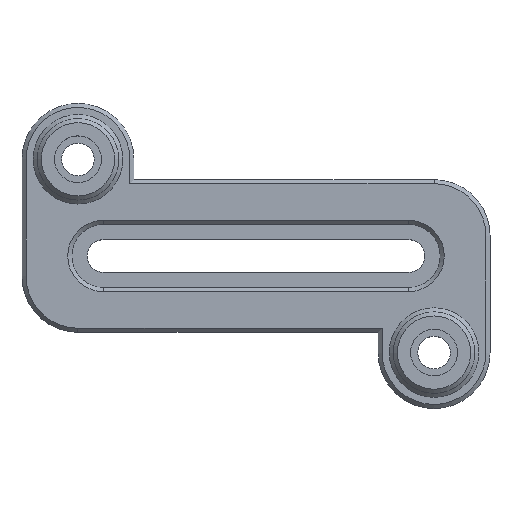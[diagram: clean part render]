
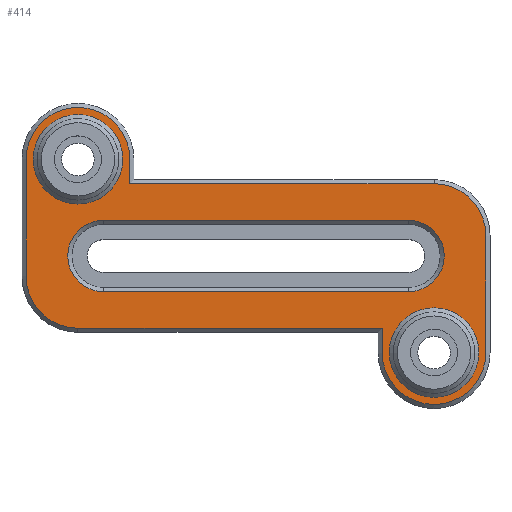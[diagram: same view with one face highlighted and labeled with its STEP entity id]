
A CAD part, top view. The second image highlights one B-rep face of the part: STEP entity #414.
In plain terms, the highlighted planar face has unit normal (0, 0, 1).
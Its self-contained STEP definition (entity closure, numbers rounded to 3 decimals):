
#126 = VERTEX_POINT('',#127);
#127 = CARTESIAN_POINT('',(5.1,19.,4.));
#133 = EDGE_CURVE('',#126,#134,#136,.T.);
#134 = VERTEX_POINT('',#135);
#135 = CARTESIAN_POINT('',(5.1,16.6,4.));
#136 = LINE('',#137,#138);
#137 = CARTESIAN_POINT('',(5.1,19.,4.));
#138 = VECTOR('',#139,1.);
#139 = DIRECTION('',(0.,-1.,0.));
#213 = VERTEX_POINT('',#214);
#214 = CARTESIAN_POINT('',(-5.1,19.,4.));
#220 = EDGE_CURVE('',#213,#126,#221,.T.);
#221 = CIRCLE('',#222,5.1);
#222 = AXIS2_PLACEMENT_3D('',#223,#224,#225);
#223 = CARTESIAN_POINT('',(0.,19.,4.));
#224 = DIRECTION('',(0.,0.,-1.));
#225 = DIRECTION('',(-1.,0.,0.));
#414 = ADVANCED_FACE('',(#415,#426,#437,#506),#542,.T.);
#415 = FACE_BOUND('',#416,.T.);
#416 = EDGE_LOOP('',(#417));
#417 = ORIENTED_EDGE('',*,*,#418,.F.);
#418 = EDGE_CURVE('',#419,#419,#421,.T.);
#419 = VERTEX_POINT('',#420);
#420 = CARTESIAN_POINT('',(4.4,19.,4.));
#421 = CIRCLE('',#422,4.4);
#422 = AXIS2_PLACEMENT_3D('',#423,#424,#425);
#423 = CARTESIAN_POINT('',(0.,19.,4.));
#424 = DIRECTION('',(0.,0.,1.));
#425 = DIRECTION('',(1.,0.,0.));
#426 = FACE_BOUND('',#427,.T.);
#427 = EDGE_LOOP('',(#428));
#428 = ORIENTED_EDGE('',*,*,#429,.F.);
#429 = EDGE_CURVE('',#430,#430,#432,.T.);
#430 = VERTEX_POINT('',#431);
#431 = CARTESIAN_POINT('',(39.4,0.,4.));
#432 = CIRCLE('',#433,4.4);
#433 = AXIS2_PLACEMENT_3D('',#434,#435,#436);
#434 = CARTESIAN_POINT('',(35.,0.,4.));
#435 = DIRECTION('',(0.,0.,1.));
#436 = DIRECTION('',(1.,0.,0.));
#437 = FACE_BOUND('',#438,.T.);
#438 = EDGE_LOOP('',(#439,#449,#457,#466,#474,#483,#489,#490,#491,#499)
  );
#439 = ORIENTED_EDGE('',*,*,#440,.F.);
#440 = EDGE_CURVE('',#441,#443,#445,.T.);
#441 = VERTEX_POINT('',#442);
#442 = CARTESIAN_POINT('',(29.9,2.4,4.));
#443 = VERTEX_POINT('',#444);
#444 = CARTESIAN_POINT('',(0.,2.4,4.));
#445 = LINE('',#446,#447);
#446 = CARTESIAN_POINT('',(29.5,2.4,4.));
#447 = VECTOR('',#448,1.);
#448 = DIRECTION('',(-1.,0.,0.));
#449 = ORIENTED_EDGE('',*,*,#450,.F.);
#450 = EDGE_CURVE('',#451,#441,#453,.T.);
#451 = VERTEX_POINT('',#452);
#452 = CARTESIAN_POINT('',(29.9,0.,4.));
#453 = LINE('',#454,#455);
#454 = CARTESIAN_POINT('',(29.9,0.,4.));
#455 = VECTOR('',#456,1.);
#456 = DIRECTION('',(0.,1.,0.));
#457 = ORIENTED_EDGE('',*,*,#458,.F.);
#458 = EDGE_CURVE('',#459,#451,#461,.T.);
#459 = VERTEX_POINT('',#460);
#460 = CARTESIAN_POINT('',(40.1,0.,4.));
#461 = CIRCLE('',#462,5.1);
#462 = AXIS2_PLACEMENT_3D('',#463,#464,#465);
#463 = CARTESIAN_POINT('',(35.,0.,4.));
#464 = DIRECTION('',(0.,-0.,-1.));
#465 = DIRECTION('',(1.,0.,0.));
#466 = ORIENTED_EDGE('',*,*,#467,.F.);
#467 = EDGE_CURVE('',#468,#459,#470,.T.);
#468 = VERTEX_POINT('',#469);
#469 = CARTESIAN_POINT('',(40.1,11.5,4.));
#470 = LINE('',#471,#472);
#471 = CARTESIAN_POINT('',(40.1,11.5,4.));
#472 = VECTOR('',#473,1.);
#473 = DIRECTION('',(0.,-1.,0.));
#474 = ORIENTED_EDGE('',*,*,#475,.F.);
#475 = EDGE_CURVE('',#476,#468,#478,.T.);
#476 = VERTEX_POINT('',#477);
#477 = CARTESIAN_POINT('',(35.,16.6,4.));
#478 = CIRCLE('',#479,5.1);
#479 = AXIS2_PLACEMENT_3D('',#480,#481,#482);
#480 = CARTESIAN_POINT('',(35.,11.5,4.));
#481 = DIRECTION('',(0.,0.,-1.));
#482 = DIRECTION('',(0.,1.,0.));
#483 = ORIENTED_EDGE('',*,*,#484,.F.);
#484 = EDGE_CURVE('',#134,#476,#485,.T.);
#485 = LINE('',#486,#487);
#486 = CARTESIAN_POINT('',(5.5,16.6,4.));
#487 = VECTOR('',#488,1.);
#488 = DIRECTION('',(1.,0.,0.));
#489 = ORIENTED_EDGE('',*,*,#133,.F.);
#490 = ORIENTED_EDGE('',*,*,#220,.F.);
#491 = ORIENTED_EDGE('',*,*,#492,.F.);
#492 = EDGE_CURVE('',#493,#213,#495,.T.);
#493 = VERTEX_POINT('',#494);
#494 = CARTESIAN_POINT('',(-5.1,7.5,4.));
#495 = LINE('',#496,#497);
#496 = CARTESIAN_POINT('',(-5.1,7.5,4.));
#497 = VECTOR('',#498,1.);
#498 = DIRECTION('',(0.,1.,0.));
#499 = ORIENTED_EDGE('',*,*,#500,.F.);
#500 = EDGE_CURVE('',#443,#493,#501,.T.);
#501 = CIRCLE('',#502,5.1);
#502 = AXIS2_PLACEMENT_3D('',#503,#504,#505);
#503 = CARTESIAN_POINT('',(0.,7.5,4.));
#504 = DIRECTION('',(-0.,0.,-1.));
#505 = DIRECTION('',(0.,-1.,0.));
#506 = FACE_BOUND('',#507,.T.);
#507 = EDGE_LOOP('',(#508,#518,#527,#535));
#508 = ORIENTED_EDGE('',*,*,#509,.T.);
#509 = EDGE_CURVE('',#510,#512,#514,.T.);
#510 = VERTEX_POINT('',#511);
#511 = CARTESIAN_POINT('',(2.5,13.,4.));
#512 = VERTEX_POINT('',#513);
#513 = CARTESIAN_POINT('',(32.5,13.,4.));
#514 = LINE('',#515,#516);
#515 = CARTESIAN_POINT('',(2.5,13.,4.));
#516 = VECTOR('',#517,1.);
#517 = DIRECTION('',(1.,0.,0.));
#518 = ORIENTED_EDGE('',*,*,#519,.T.);
#519 = EDGE_CURVE('',#512,#520,#522,.T.);
#520 = VERTEX_POINT('',#521);
#521 = CARTESIAN_POINT('',(32.5,6.,4.));
#522 = CIRCLE('',#523,3.5);
#523 = AXIS2_PLACEMENT_3D('',#524,#525,#526);
#524 = CARTESIAN_POINT('',(32.5,9.5,4.));
#525 = DIRECTION('',(0.,0.,-1.));
#526 = DIRECTION('',(0.,1.,0.));
#527 = ORIENTED_EDGE('',*,*,#528,.T.);
#528 = EDGE_CURVE('',#520,#529,#531,.T.);
#529 = VERTEX_POINT('',#530);
#530 = CARTESIAN_POINT('',(2.5,6.,4.));
#531 = LINE('',#532,#533);
#532 = CARTESIAN_POINT('',(32.5,6.,4.));
#533 = VECTOR('',#534,1.);
#534 = DIRECTION('',(-1.,0.,0.));
#535 = ORIENTED_EDGE('',*,*,#536,.T.);
#536 = EDGE_CURVE('',#529,#510,#537,.T.);
#537 = CIRCLE('',#538,3.5);
#538 = AXIS2_PLACEMENT_3D('',#539,#540,#541);
#539 = CARTESIAN_POINT('',(2.5,9.5,4.));
#540 = DIRECTION('',(0.,-0.,-1.));
#541 = DIRECTION('',(0.,-1.,0.));
#542 = PLANE('',#543);
#543 = AXIS2_PLACEMENT_3D('',#544,#545,#546);
#544 = CARTESIAN_POINT('',(17.5,9.5,4.));
#545 = DIRECTION('',(0.,0.,1.));
#546 = DIRECTION('',(1.,0.,0.));
